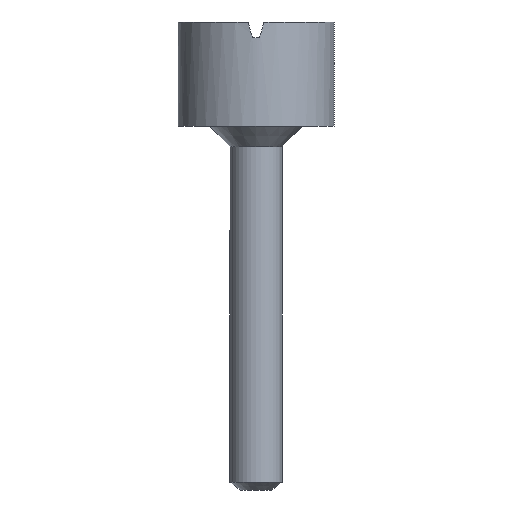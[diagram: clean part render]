
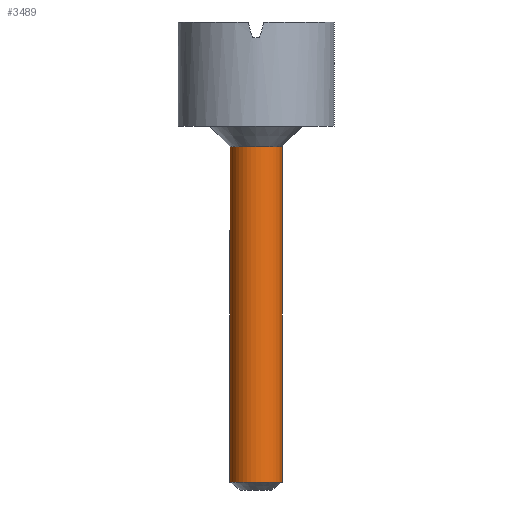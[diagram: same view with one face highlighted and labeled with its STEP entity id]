
A CAD part, front view. The second image highlights one B-rep face of the part: STEP entity #3489.
In plain terms, the highlighted cylindrical face has radius 0.5 mm (diameter 1 mm), a full revolution.
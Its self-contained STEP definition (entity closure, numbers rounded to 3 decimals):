
#19=CYLINDRICAL_SURFACE('',#3690,0.5);
#25=CIRCLE('',#3688,0.5);
#26=CIRCLE('',#3689,0.5);
#27=CIRCLE('',#3691,0.5);
#158=FACE_OUTER_BOUND('',#364,.T.);
#364=EDGE_LOOP('',(#2500,#2501,#2502,#2503,#2504));
#603=LINE('',#5264,#882);
#882=VECTOR('',#3868,0.5);
#1483=VERTEX_POINT('',#5257);
#1484=VERTEX_POINT('',#5259);
#1485=VERTEX_POINT('',#5263);
#1878=EDGE_CURVE('',#1483,#1484,#25,.T.);
#1879=EDGE_CURVE('',#1484,#1483,#26,.T.);
#1880=EDGE_CURVE('',#1484,#1485,#603,.T.);
#1881=EDGE_CURVE('',#1485,#1485,#27,.T.);
#2500=ORIENTED_EDGE('',*,*,#1878,.F.);
#2501=ORIENTED_EDGE('',*,*,#1879,.F.);
#2502=ORIENTED_EDGE('',*,*,#1880,.T.);
#2503=ORIENTED_EDGE('',*,*,#1881,.T.);
#2504=ORIENTED_EDGE('',*,*,#1880,.F.);
#3489=ADVANCED_FACE('',(#158),#19,.T.);
#3688=AXIS2_PLACEMENT_3D('',#5260,#3862,#3863);
#3689=AXIS2_PLACEMENT_3D('',#5261,#3864,#3865);
#3690=AXIS2_PLACEMENT_3D('',#5262,#3866,#3867);
#3691=AXIS2_PLACEMENT_3D('',#5265,#3869,#3870);
#3862=DIRECTION('center_axis',(0.,0.,1.));
#3863=DIRECTION('ref_axis',(0.,1.,0.));
#3864=DIRECTION('center_axis',(0.,0.,1.));
#3865=DIRECTION('ref_axis',(0.,1.,0.));
#3866=DIRECTION('center_axis',(0.,0.,1.));
#3867=DIRECTION('ref_axis',(0.,-1.,0.));
#3868=DIRECTION('',(0.,0.,-1.));
#3869=DIRECTION('center_axis',(0.,0.,1.));
#3870=DIRECTION('ref_axis',(0.,-1.,0.));
#5257=CARTESIAN_POINT('',(0.,-0.5,-0.4));
#5259=CARTESIAN_POINT('',(0.,0.5,-0.4));
#5260=CARTESIAN_POINT('Origin',(0.,0.,-0.4));
#5261=CARTESIAN_POINT('Origin',(0.,0.,-0.4));
#5262=CARTESIAN_POINT('Origin',(0.,0.,-3.425));
#5263=CARTESIAN_POINT('',(0.,0.5,-6.85));
#5264=CARTESIAN_POINT('',(0.,0.5,-3.425));
#5265=CARTESIAN_POINT('Origin',(0.,0.,-6.85));
